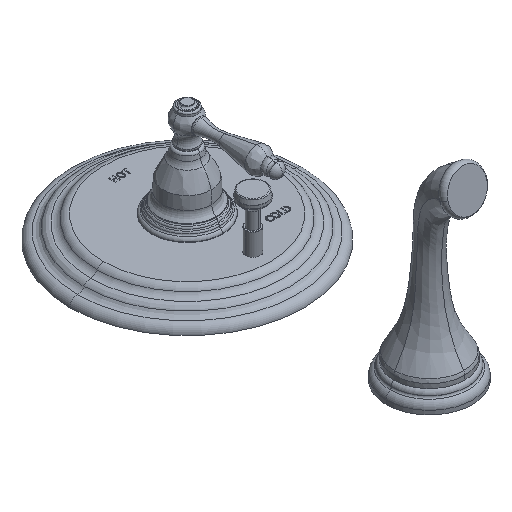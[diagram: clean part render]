
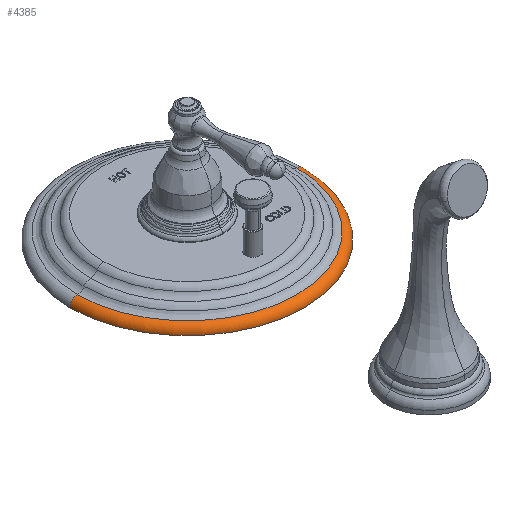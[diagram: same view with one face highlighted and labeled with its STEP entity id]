
A CAD part, isometric view. The second image highlights one B-rep face of the part: STEP entity #4385.
In plain terms, the highlighted toroidal (fillet/blend) face has major radius 92.075 mm and minor radius 6.35 mm.
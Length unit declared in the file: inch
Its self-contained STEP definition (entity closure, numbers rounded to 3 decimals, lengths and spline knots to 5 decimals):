
#640=CARTESIAN_POINT('',(0.,0.,0.25));
#641=DIRECTION('',(0.,0.,-1.));
#642=DIRECTION('',(1.,0.,0.));
#643=AXIS2_PLACEMENT_3D('',#640,#641,#642);
#665=CARTESIAN_POINT('',(3.625,0.,0.));
#666=DIRECTION('',(0.,-1.,0.));
#667=DIRECTION('',(1.,0.,0.));
#668=AXIS2_PLACEMENT_3D('',#665,#666,#667);
#670=CARTESIAN_POINT('',(-3.625,0.,0.));
#671=DIRECTION('',(0.,1.,0.));
#672=DIRECTION('',(-1.,0.,0.));
#673=AXIS2_PLACEMENT_3D('',#670,#671,#672);
#675=CARTESIAN_POINT('',(0.,0.,0.));
#676=DIRECTION('',(0.,0.,-1.));
#677=DIRECTION('',(1.,0.,0.));
#678=AXIS2_PLACEMENT_3D('',#675,#676,#677);
#3055=CARTESIAN_POINT('',(3.625,0.,0.25));
#3057=VERTEX_POINT('',#3055);
#3065=CARTESIAN_POINT('',(-3.625,0.,0.25));
#3067=VERTEX_POINT('',#3065);
#3527=CARTESIAN_POINT('',(3.875,0.,0.));
#3528=CARTESIAN_POINT('',(-3.875,0.,0.));
#3529=VERTEX_POINT('',#3527);
#3530=VERTEX_POINT('',#3528);
#4374=CARTESIAN_POINT('',(0.,0.,0.));
#4375=DIRECTION('',(0.,0.,-1.));
#4376=DIRECTION('',(-1.,0.,0.));
#4377=AXIS2_PLACEMENT_3D('',#4374,#4375,#4376);
#4378=TOROIDAL_SURFACE('',#4377,3.625,0.25);
#4379=ORIENTED_EDGE('',*,*,#4368,.T.);
#4380=ORIENTED_EDGE('',*,*,#4358,.T.);
#4381=ORIENTED_EDGE('',*,*,#4327,.F.);
#4382=ORIENTED_EDGE('',*,*,#4355,.F.);
#4383=EDGE_LOOP('',(#4379,#4380,#4381,#4382));
#4384=FACE_OUTER_BOUND('',#4383,.F.);
#4385=ADVANCED_FACE('',(#4384),#4378,.T.);
#644=CIRCLE('',#643,3.625);
#669=CIRCLE('',#668,0.25);
#674=CIRCLE('',#673,0.25);
#679=CIRCLE('',#678,3.875);
#4327=EDGE_CURVE('',#3057,#3067,#644,.T.);
#4355=EDGE_CURVE('',#3529,#3057,#669,.T.);
#4358=EDGE_CURVE('',#3530,#3067,#674,.T.);
#4368=EDGE_CURVE('',#3529,#3530,#679,.T.);
